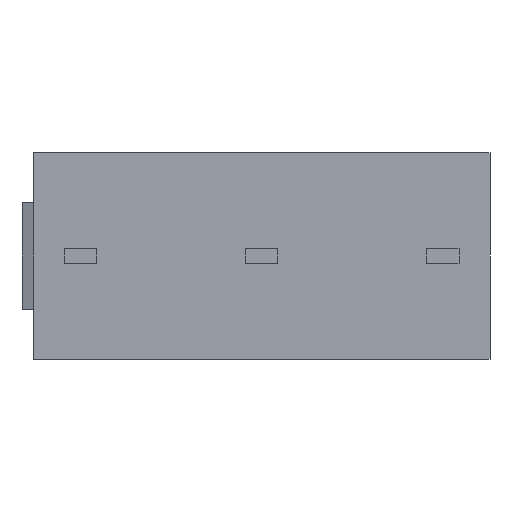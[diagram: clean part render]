
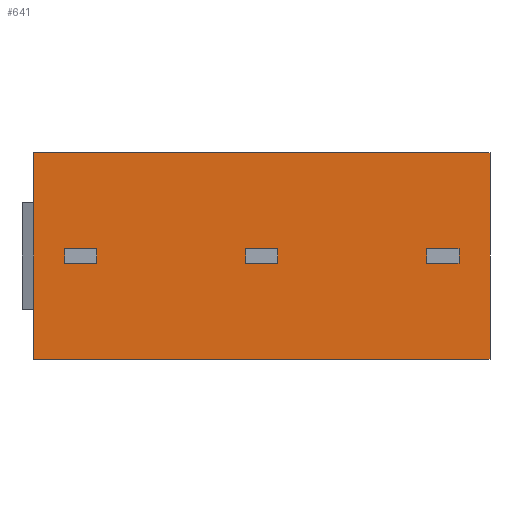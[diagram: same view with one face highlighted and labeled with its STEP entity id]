
A CAD part, front view. The second image highlights one B-rep face of the part: STEP entity #641.
In plain terms, the highlighted planar face has unit normal (0, -1, 0).
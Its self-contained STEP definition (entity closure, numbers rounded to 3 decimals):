
#21=FACE_BOUND('',#94,.T.);
#22=FACE_BOUND('',#95,.T.);
#23=FACE_BOUND('',#96,.T.);
#51=FACE_OUTER_BOUND('',#93,.T.);
#93=EDGE_LOOP('',(#498,#499,#500,#501));
#94=EDGE_LOOP('',(#502,#503,#504,#505));
#95=EDGE_LOOP('',(#506,#507,#508,#509));
#96=EDGE_LOOP('',(#510,#511,#512,#513));
#145=LINE('',#954,#224);
#147=LINE('',#959,#226);
#149=LINE('',#962,#228);
#152=LINE('',#974,#231);
#155=LINE('',#988,#234);
#156=LINE('',#990,#235);
#157=LINE('',#992,#236);
#158=LINE('',#993,#237);
#159=LINE('',#996,#238);
#160=LINE('',#998,#239);
#161=LINE('',#1000,#240);
#162=LINE('',#1001,#241);
#163=LINE('',#1004,#242);
#164=LINE('',#1006,#243);
#165=LINE('',#1008,#244);
#166=LINE('',#1009,#245);
#224=VECTOR('',#778,1000.);
#226=VECTOR('',#782,1000.);
#228=VECTOR('',#786,1000.);
#231=VECTOR('',#797,1000.);
#234=VECTOR('',#808,1000.);
#235=VECTOR('',#809,1000.);
#236=VECTOR('',#810,1000.);
#237=VECTOR('',#811,1000.);
#238=VECTOR('',#812,1000.);
#239=VECTOR('',#813,1000.);
#240=VECTOR('',#814,1000.);
#241=VECTOR('',#815,1000.);
#242=VECTOR('',#816,1000.);
#243=VECTOR('',#817,1000.);
#244=VECTOR('',#818,1000.);
#245=VECTOR('',#819,1000.);
#295=VERTEX_POINT('',#950);
#296=VERTEX_POINT('',#952);
#297=VERTEX_POINT('',#956);
#298=VERTEX_POINT('',#958);
#309=VERTEX_POINT('',#986);
#310=VERTEX_POINT('',#987);
#311=VERTEX_POINT('',#989);
#312=VERTEX_POINT('',#991);
#313=VERTEX_POINT('',#994);
#314=VERTEX_POINT('',#995);
#315=VERTEX_POINT('',#997);
#316=VERTEX_POINT('',#999);
#317=VERTEX_POINT('',#1002);
#318=VERTEX_POINT('',#1003);
#319=VERTEX_POINT('',#1005);
#320=VERTEX_POINT('',#1007);
#363=EDGE_CURVE('',#296,#295,#145,.T.);
#365=EDGE_CURVE('',#298,#297,#147,.T.);
#367=EDGE_CURVE('',#296,#298,#149,.T.);
#373=EDGE_CURVE('',#295,#297,#152,.T.);
#379=EDGE_CURVE('',#309,#310,#155,.T.);
#380=EDGE_CURVE('',#310,#311,#156,.T.);
#381=EDGE_CURVE('',#311,#312,#157,.T.);
#382=EDGE_CURVE('',#312,#309,#158,.T.);
#383=EDGE_CURVE('',#313,#314,#159,.T.);
#384=EDGE_CURVE('',#314,#315,#160,.T.);
#385=EDGE_CURVE('',#315,#316,#161,.T.);
#386=EDGE_CURVE('',#316,#313,#162,.T.);
#387=EDGE_CURVE('',#317,#318,#163,.T.);
#388=EDGE_CURVE('',#318,#319,#164,.T.);
#389=EDGE_CURVE('',#319,#320,#165,.T.);
#390=EDGE_CURVE('',#320,#317,#166,.T.);
#498=ORIENTED_EDGE('',*,*,#373,.F.);
#499=ORIENTED_EDGE('',*,*,#363,.F.);
#500=ORIENTED_EDGE('',*,*,#367,.T.);
#501=ORIENTED_EDGE('',*,*,#365,.T.);
#502=ORIENTED_EDGE('',*,*,#379,.T.);
#503=ORIENTED_EDGE('',*,*,#380,.T.);
#504=ORIENTED_EDGE('',*,*,#381,.T.);
#505=ORIENTED_EDGE('',*,*,#382,.T.);
#506=ORIENTED_EDGE('',*,*,#383,.T.);
#507=ORIENTED_EDGE('',*,*,#384,.T.);
#508=ORIENTED_EDGE('',*,*,#385,.T.);
#509=ORIENTED_EDGE('',*,*,#386,.T.);
#510=ORIENTED_EDGE('',*,*,#387,.T.);
#511=ORIENTED_EDGE('',*,*,#388,.T.);
#512=ORIENTED_EDGE('',*,*,#389,.T.);
#513=ORIENTED_EDGE('',*,*,#390,.T.);
#608=PLANE('',#699);
#641=ADVANCED_FACE('',(#51,#21,#22,#23),#608,.T.);
#699=AXIS2_PLACEMENT_3D('',#985,#806,#807);
#778=DIRECTION('',(0.,0.,-1.));
#782=DIRECTION('',(0.,0.,-1.));
#786=DIRECTION('',(-1.,0.,0.));
#797=DIRECTION('',(-1.,0.,0.));
#806=DIRECTION('center_axis',(0.,-1.,0.));
#807=DIRECTION('ref_axis',(1.,0.,0.));
#808=DIRECTION('',(0.,0.,1.));
#809=DIRECTION('',(1.,0.,0.));
#810=DIRECTION('',(0.,0.,-1.));
#811=DIRECTION('',(-1.,0.,0.));
#812=DIRECTION('',(0.,0.,-1.));
#813=DIRECTION('',(-1.,0.,0.));
#814=DIRECTION('',(0.,0.,1.));
#815=DIRECTION('',(1.,0.,0.));
#816=DIRECTION('',(0.,0.,-1.));
#817=DIRECTION('',(-1.,0.,0.));
#818=DIRECTION('',(0.,0.,1.));
#819=DIRECTION('',(1.,0.,0.));
#950=CARTESIAN_POINT('',(15.95,-1.5,-2.9));
#952=CARTESIAN_POINT('',(15.95,-1.5,2.9));
#954=CARTESIAN_POINT('',(15.95,-1.5,2.9));
#956=CARTESIAN_POINT('',(3.15,-1.5,-2.9));
#958=CARTESIAN_POINT('',(3.15,-1.5,2.9));
#959=CARTESIAN_POINT('',(3.15,-1.5,2.9));
#962=CARTESIAN_POINT('',(15.95,-1.5,2.9));
#974=CARTESIAN_POINT('',(15.95,-1.5,-2.9));
#985=CARTESIAN_POINT('Origin',(15.95,-1.5,2.9));
#986=CARTESIAN_POINT('',(14.18,-1.5,-0.2));
#987=CARTESIAN_POINT('',(14.18,-1.5,0.2));
#988=CARTESIAN_POINT('',(14.18,-1.5,0.2));
#989=CARTESIAN_POINT('',(15.08,-1.5,0.2));
#990=CARTESIAN_POINT('',(14.18,-1.5,0.2));
#991=CARTESIAN_POINT('',(15.08,-1.5,-0.2));
#992=CARTESIAN_POINT('',(15.08,-1.5,0.2));
#993=CARTESIAN_POINT('',(14.18,-1.5,-0.2));
#994=CARTESIAN_POINT('',(4.92,-1.5,0.2));
#995=CARTESIAN_POINT('',(4.92,-1.5,-0.2));
#996=CARTESIAN_POINT('',(4.92,-1.5,0.2));
#997=CARTESIAN_POINT('',(4.02,-1.5,-0.2));
#998=CARTESIAN_POINT('',(4.92,-1.5,-0.2));
#999=CARTESIAN_POINT('',(4.02,-1.5,0.2));
#1000=CARTESIAN_POINT('',(4.02,-1.5,0.2));
#1001=CARTESIAN_POINT('',(4.92,-1.5,0.2));
#1002=CARTESIAN_POINT('',(10.,-1.5,0.2));
#1003=CARTESIAN_POINT('',(10.,-1.5,-0.2));
#1004=CARTESIAN_POINT('',(10.,-1.5,0.2));
#1005=CARTESIAN_POINT('',(9.1,-1.5,-0.2));
#1006=CARTESIAN_POINT('',(10.,-1.5,-0.2));
#1007=CARTESIAN_POINT('',(9.1,-1.5,0.2));
#1008=CARTESIAN_POINT('',(9.1,-1.5,0.2));
#1009=CARTESIAN_POINT('',(10.,-1.5,0.2));
